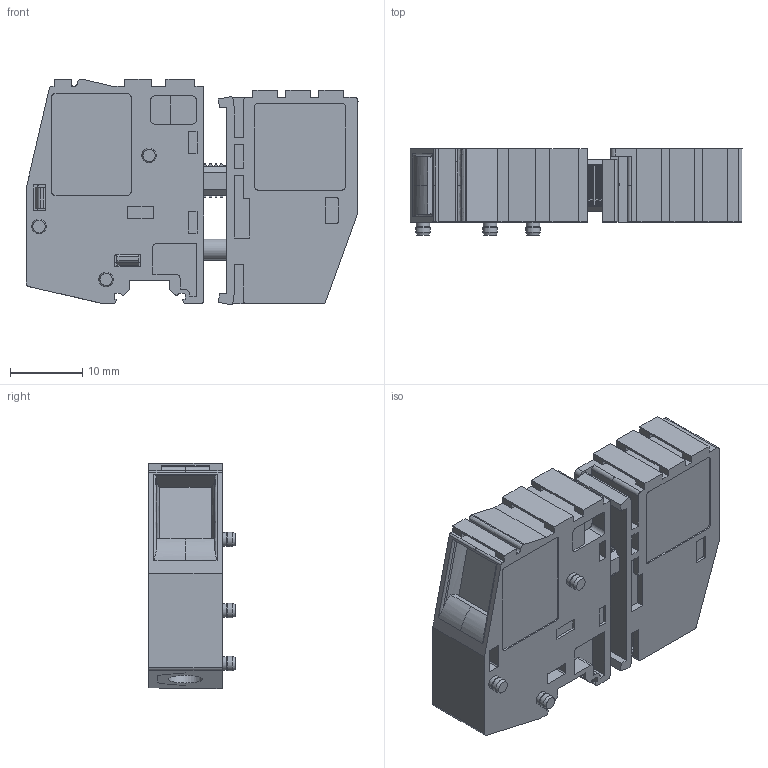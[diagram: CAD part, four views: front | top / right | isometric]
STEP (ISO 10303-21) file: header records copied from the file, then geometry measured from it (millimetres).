
FILE_DESCRIPTION( ('This file contains a STEP AP42 implementation' ,'as created by ZW3D STEP Interface translator.' ,'') ,'2;1' );
FILE_NAME( 'WJH10-01P-1Y-00A.stp' ,'251230. 92846', (''), ('ZWCAD Software Co.'), 'Version 1.0', 'ZW3D to STEP translator', '' );
FILE_SCHEMA(('AUTOMOTIVE_DESIGN { 1 0 10303 214 1 1 1 1 }'));
Length unit declared in the file: millimetre
Products named in the file (2): 0; WJH10-01P-1Y-00A 25082001
Bounding box: 45.8 x 11.9 x 31.11 mm (x, y, z)
Volume: 10135.2 mm3; surface area: 8313.8 mm2
Topology: 1 solids, 14 shells, 806 faces, 2152 edges, 1408 vertices
Faces by surface type: plane 553, bspline 142, cylinder 86, cone 20, sphere 5
Full cylindrical faces by diameter (mm): 0.9 x1, 1.2 x1, 1.7 x1, 1.78 x3, 1.9 x4, 1.92 x2, 1.95 x2, 2 x7, 2.9 x1, 3 x2, 3.1 x2, 4.7 x2, 6.5 x2
Entity records: 28316 total; most frequent: CARTESIAN_POINT 7862, ORIENTED_EDGE 4304, DIRECTION 3721, EDGE_CURVE 2152, VECTOR 1651, LINE 1651, VERTEX_POINT 1408, AXIS2_PLACEMENT_3D 1035
